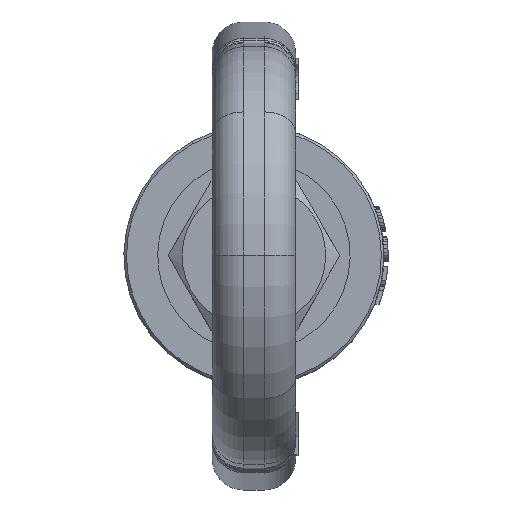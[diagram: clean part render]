
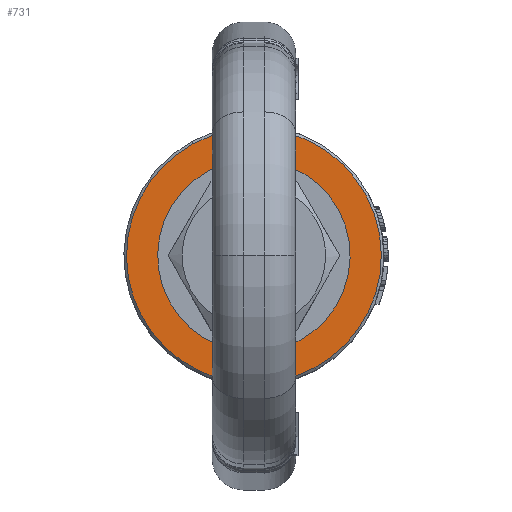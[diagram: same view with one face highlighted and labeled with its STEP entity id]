
A CAD part, top view. The second image highlights one B-rep face of the part: STEP entity #731.
In plain terms, the highlighted planar face has unit normal (0, 0, 1).
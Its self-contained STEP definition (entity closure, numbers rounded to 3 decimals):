
#623=CARTESIAN_POINT('Vertex',(8.869,-16.235,-38.5)) ;
#626=CARTESIAN_POINT('Axis2P3D Location',(0.,0.,-38.5)) ;
#630=CARTESIAN_POINT('Vertex',(-8.869,16.235,-38.5)) ;
#650=CARTESIAN_POINT('Axis2P3D Location',(0.,0.,-38.5)) ;
#662=CARTESIAN_POINT('Axis2P3D Location',(0.,-18.5,-38.5)) ;
#668=CARTESIAN_POINT('Control Point',(11.746,-21.501,-38.5)) ;
#669=CARTESIAN_POINT('Control Point',(9.618,-22.663,-38.5)) ;
#670=CARTESIAN_POINT('Control Point',(7.346,-23.563,-38.5)) ;
#671=CARTESIAN_POINT('Control Point',(4.974,-24.175,-38.5)) ;
#672=CARTESIAN_POINT('Control Point',(0.127,-24.8,-38.5)) ;
#673=CARTESIAN_POINT('Control Point',(-4.726,-24.225,-38.5)) ;
#674=CARTESIAN_POINT('Control Point',(-7.104,-23.637,-38.5)) ;
#675=CARTESIAN_POINT('Control Point',(-11.666,-21.885,-38.5)) ;
#676=CARTESIAN_POINT('Control Point',(-15.663,-19.074,-38.5)) ;
#677=CARTESIAN_POINT('Control Point',(-17.477,-17.427,-38.5)) ;
#678=CARTESIAN_POINT('Control Point',(-20.66,-13.719,-38.5)) ;
#679=CARTESIAN_POINT('Control Point',(-22.843,-9.347,-38.5)) ;
#680=CARTESIAN_POINT('Control Point',(-23.657,-7.036,-38.5)) ;
#681=CARTESIAN_POINT('Control Point',(-24.697,-2.261,-38.5)) ;
#682=CARTESIAN_POINT('Control Point',(-24.541,2.623,-38.5)) ;
#683=CARTESIAN_POINT('Control Point',(-24.16,5.043,-38.5)) ;
#684=CARTESIAN_POINT('Control Point',(-22.808,9.739,-38.5)) ;
#685=CARTESIAN_POINT('Control Point',(-20.352,13.963,-38.5)) ;
#686=CARTESIAN_POINT('Control Point',(-18.867,15.912,-38.5)) ;
#687=CARTESIAN_POINT('Control Point',(-16.561,18.265,-38.5)) ;
#688=CARTESIAN_POINT('Control Point',(-13.915,20.191,-38.5)) ;
#689=CARTESIAN_POINT('Control Point',(-13.211,20.659,-38.5)) ;
#690=CARTESIAN_POINT('Control Point',(-12.487,21.096,-38.5)) ;
#691=CARTESIAN_POINT('Control Point',(-11.746,21.501,-38.5)) ;
#692=CARTESIAN_POINT('Vertex',(-11.746,21.501,-38.5)) ;
#694=CARTESIAN_POINT('Vertex',(11.746,-21.501,-38.5)) ;
#698=CARTESIAN_POINT('Control Point',(-11.746,21.501,-38.5)) ;
#699=CARTESIAN_POINT('Control Point',(-9.618,22.663,-38.5)) ;
#700=CARTESIAN_POINT('Control Point',(-7.346,23.563,-38.5)) ;
#701=CARTESIAN_POINT('Control Point',(-4.974,24.175,-38.5)) ;
#702=CARTESIAN_POINT('Control Point',(-0.127,24.8,-38.5)) ;
#703=CARTESIAN_POINT('Control Point',(4.726,24.225,-38.5)) ;
#704=CARTESIAN_POINT('Control Point',(7.104,23.637,-38.5)) ;
#705=CARTESIAN_POINT('Control Point',(11.666,21.885,-38.5)) ;
#706=CARTESIAN_POINT('Control Point',(15.663,19.074,-38.5)) ;
#707=CARTESIAN_POINT('Control Point',(17.477,17.427,-38.5)) ;
#708=CARTESIAN_POINT('Control Point',(20.66,13.719,-38.5)) ;
#709=CARTESIAN_POINT('Control Point',(22.843,9.347,-38.5)) ;
#710=CARTESIAN_POINT('Control Point',(23.657,7.036,-38.5)) ;
#711=CARTESIAN_POINT('Control Point',(24.697,2.261,-38.5)) ;
#712=CARTESIAN_POINT('Control Point',(24.541,-2.623,-38.5)) ;
#713=CARTESIAN_POINT('Control Point',(24.16,-5.043,-38.5)) ;
#714=CARTESIAN_POINT('Control Point',(22.808,-9.739,-38.5)) ;
#715=CARTESIAN_POINT('Control Point',(20.352,-13.963,-38.5)) ;
#716=CARTESIAN_POINT('Control Point',(18.867,-15.912,-38.5)) ;
#717=CARTESIAN_POINT('Control Point',(16.561,-18.265,-38.5)) ;
#718=CARTESIAN_POINT('Control Point',(13.915,-20.191,-38.5)) ;
#719=CARTESIAN_POINT('Control Point',(13.211,-20.659,-38.5)) ;
#720=CARTESIAN_POINT('Control Point',(12.487,-21.096,-38.5)) ;
#721=CARTESIAN_POINT('Control Point',(11.746,-21.501,-38.5)) ;
#627=DIRECTION('Axis2P3D Direction',(0.,0.,1.)) ;
#651=DIRECTION('Axis2P3D Direction',(0.,0.,1.)) ;
#663=DIRECTION('Axis2P3D Direction',(0.,0.,1.)) ;
#664=DIRECTION('Axis2P3D XDirection',(1.,0.,0.)) ;
#628=AXIS2_PLACEMENT_3D('Circle Axis2P3D',#626,#627,$) ;
#652=AXIS2_PLACEMENT_3D('Circle Axis2P3D',#650,#651,$) ;
#665=AXIS2_PLACEMENT_3D('Plane Axis2P3D',#662,#663,#664) ;
#724=ORIENTED_EDGE('',*,*,#696,.T.) ;
#725=ORIENTED_EDGE('',*,*,#722,.T.) ;
#728=ORIENTED_EDGE('',*,*,#632,.F.) ;
#729=ORIENTED_EDGE('',*,*,#654,.F.) ;
#730=FACE_BOUND('',#727,.T.) ;
#731=ADVANCED_FACE('\X2\672C9AD4\X0\.2',(#726,#730),#666,.T.) ;
#667=B_SPLINE_CURVE_WITH_KNOTS('',5,(#668,#669,#670,#671,#672,#673,#674,#675,#676,#677,#678,#679,#680,#681,#682,#683,#684,#685,#686,#687,#688,#689,#690,#691),.UNSPECIFIED.,.F.,.U.,(6,3,3,3,3,3,3,6),(0.,17.146,34.292,51.439,68.585,85.731,102.877,108.849),.UNSPECIFIED.) ;
#697=B_SPLINE_CURVE_WITH_KNOTS('',5,(#698,#699,#700,#701,#702,#703,#704,#705,#706,#707,#708,#709,#710,#711,#712,#713,#714,#715,#716,#717,#718,#719,#720,#721),.UNSPECIFIED.,.F.,.U.,(6,3,3,3,3,3,3,6),(0.,17.146,34.292,51.439,68.585,85.731,102.877,108.849),.UNSPECIFIED.) ;
#629=CIRCLE('generated circle',#628,18.5) ;
#653=CIRCLE('generated circle',#652,18.5) ;
#632=EDGE_CURVE('',#624,#631,#629,.T.) ;
#654=EDGE_CURVE('',#631,#624,#653,.T.) ;
#696=EDGE_CURVE('',#693,#695,#667,.F.) ;
#722=EDGE_CURVE('',#695,#693,#697,.F.) ;
#723=EDGE_LOOP('',(#724,#725)) ;
#727=EDGE_LOOP('',(#728,#729)) ;
#726=FACE_OUTER_BOUND('',#723,.T.) ;
#666=PLANE('',#665) ;
#624=VERTEX_POINT('',#623) ;
#631=VERTEX_POINT('',#630) ;
#693=VERTEX_POINT('',#692) ;
#695=VERTEX_POINT('',#694) ;
